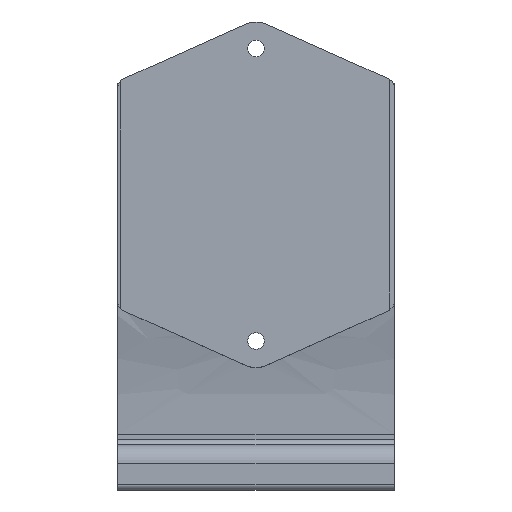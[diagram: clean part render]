
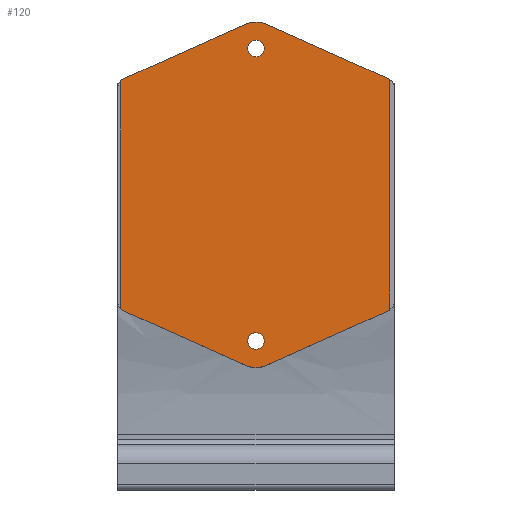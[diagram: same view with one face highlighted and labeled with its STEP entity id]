
A CAD part, top view. The second image highlights one B-rep face of the part: STEP entity #120.
In plain terms, the highlighted planar face has unit normal (0, 0, 1).
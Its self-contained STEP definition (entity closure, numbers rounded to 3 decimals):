
#40=FACE_BOUND('',#339,.T.);
#41=FACE_BOUND('',#340,.T.);
#120=ADVANCED_FACE('',(#221,#40,#41),#1892,.T.);
#221=FACE_OUTER_BOUND('',#338,.T.);
#338=EDGE_LOOP('',(#839,#840,#841,#842,#843,#844,#845,#846,#847,#848,#849,
#850));
#339=EDGE_LOOP('',(#851,#852));
#340=EDGE_LOOP('',(#853,#854));
#839=ORIENTED_EDGE('',*,*,#1191,.T.);
#840=ORIENTED_EDGE('',*,*,#969,.T.);
#841=ORIENTED_EDGE('',*,*,#972,.T.);
#842=ORIENTED_EDGE('',*,*,#975,.T.);
#843=ORIENTED_EDGE('',*,*,#977,.T.);
#844=ORIENTED_EDGE('',*,*,#1190,.T.);
#845=ORIENTED_EDGE('',*,*,#1187,.T.);
#846=ORIENTED_EDGE('',*,*,#982,.T.);
#847=ORIENTED_EDGE('',*,*,#985,.T.);
#848=ORIENTED_EDGE('',*,*,#988,.T.);
#849=ORIENTED_EDGE('',*,*,#1189,.T.);
#850=ORIENTED_EDGE('',*,*,#1188,.F.);
#851=ORIENTED_EDGE('',*,*,#1196,.T.);
#852=ORIENTED_EDGE('',*,*,#1247,.T.);
#853=ORIENTED_EDGE('',*,*,#1199,.T.);
#854=ORIENTED_EDGE('',*,*,#1250,.T.);
#969=EDGE_CURVE('',#1656,#1658,#1260,.T.);
#972=EDGE_CURVE('',#1658,#1660,#1464,.T.);
#975=EDGE_CURVE('',#1660,#1662,#1263,.T.);
#977=EDGE_CURVE('',#1662,#1802,#1466,.T.);
#982=EDGE_CURVE('',#1664,#1666,#1266,.T.);
#985=EDGE_CURVE('',#1666,#1668,#1469,.T.);
#988=EDGE_CURVE('',#1668,#1670,#1269,.T.);
#1187=EDGE_CURVE('',#1803,#1664,#1522,.T.);
#1188=EDGE_CURVE('',#1801,#1804,#1413,.T.);
#1189=EDGE_CURVE('',#1670,#1804,#1523,.T.);
#1190=EDGE_CURVE('',#1802,#1803,#1414,.T.);
#1191=EDGE_CURVE('',#1801,#1656,#1524,.T.);
#1196=EDGE_CURVE('',#1806,#1836,#1528,.T.);
#1199=EDGE_CURVE('',#1808,#1838,#1530,.T.);
#1247=EDGE_CURVE('',#1836,#1806,#1547,.T.);
#1250=EDGE_CURVE('',#1838,#1808,#1549,.T.);
#1260=B_SPLINE_CURVE_WITH_KNOTS('',1,(#2779,#2780),.UNSPECIFIED.,.F.,.F.,
(2,2),(0.,24.965),.UNSPECIFIED.);
#1263=B_SPLINE_CURVE_WITH_KNOTS('',1,(#2793,#2794),.UNSPECIFIED.,.F.,.F.,
(2,2),(0.,24.965),.UNSPECIFIED.);
#1266=B_SPLINE_CURVE_WITH_KNOTS('',1,(#2810,#2811),.UNSPECIFIED.,.F.,.F.,
(2,2),(0.,24.965),.UNSPECIFIED.);
#1269=B_SPLINE_CURVE_WITH_KNOTS('',1,(#2824,#2825),.UNSPECIFIED.,.F.,.F.,
(2,2),(0.,24.965),.UNSPECIFIED.);
#1413=B_SPLINE_CURVE_WITH_KNOTS('',1,(#3287,#3288),.UNSPECIFIED.,.F.,.F.,
(2,2),(150.072,192.928),.UNSPECIFIED.);
#1414=B_SPLINE_CURVE_WITH_KNOTS('',1,(#3292,#3293),.UNSPECIFIED.,.F.,.F.,
(2,2),(149.83,193.17),.UNSPECIFIED.);
#1464=TRIMMED_CURVE($,#1556,(#2787),(#2788),.T.,.CARTESIAN.);
#1466=TRIMMED_CURVE($,#1558,(#2799),(#2800),.T.,.CARTESIAN.);
#1469=TRIMMED_CURVE($,#1561,(#2818),(#2819),.T.,.CARTESIAN.);
#1522=TRIMMED_CURVE($,#1614,(#3285),(#3286),.T.,.CARTESIAN.);
#1523=TRIMMED_CURVE($,#1615,(#3290),(#3291),.T.,.CARTESIAN.);
#1524=TRIMMED_CURVE($,#1616,(#3295),(#3296),.T.,.CARTESIAN.);
#1528=TRIMMED_CURVE($,#1620,(#3309),(#3310),.T.,.CARTESIAN.);
#1530=TRIMMED_CURVE($,#1622,(#3317),(#3318),.T.,.CARTESIAN.);
#1547=TRIMMED_CURVE($,#1639,(#3529),(#3530),.T.,.CARTESIAN.);
#1549=TRIMMED_CURVE($,#1641,(#3537),(#3538),.T.,.CARTESIAN.);
#1556=CIRCLE('',#2064,5.);
#1558=CIRCLE('',#2066,2.);
#1561=CIRCLE('',#2069,5.);
#1614=CIRCLE('',#2122,2.);
#1615=CIRCLE('',#2123,2.);
#1616=CIRCLE('',#2124,2.);
#1620=CIRCLE('',#2128,1.55);
#1622=CIRCLE('',#2130,1.55);
#1639=CIRCLE('',#2147,1.55);
#1641=CIRCLE('',#2149,1.55);
#1656=VERTEX_POINT('',#2566);
#1658=VERTEX_POINT('',#2568);
#1660=VERTEX_POINT('',#2570);
#1662=VERTEX_POINT('',#2572);
#1664=VERTEX_POINT('',#2574);
#1666=VERTEX_POINT('',#2576);
#1668=VERTEX_POINT('',#2578);
#1670=VERTEX_POINT('',#2580);
#1801=VERTEX_POINT('',#2711);
#1802=VERTEX_POINT('',#2712);
#1803=VERTEX_POINT('',#2713);
#1804=VERTEX_POINT('',#2714);
#1806=VERTEX_POINT('',#2716);
#1808=VERTEX_POINT('',#2718);
#1836=VERTEX_POINT('',#2746);
#1838=VERTEX_POINT('',#2748);
#1892=PLANE('',#2055);
#2055=AXIS2_PLACEMENT_3D('',#2549,#2248,$);
#2064=AXIS2_PLACEMENT_3D($,#2786,#2262,#2263);
#2066=AXIS2_PLACEMENT_3D($,#2798,#2266,#2267);
#2069=AXIS2_PLACEMENT_3D($,#2817,#2272,#2273);
#2122=AXIS2_PLACEMENT_3D($,#3284,#2378,#2379);
#2123=AXIS2_PLACEMENT_3D($,#3289,#2380,#2381);
#2124=AXIS2_PLACEMENT_3D($,#3294,#2382,#2383);
#2128=AXIS2_PLACEMENT_3D($,#3308,#2390,#2391);
#2130=AXIS2_PLACEMENT_3D($,#3316,#2394,#2395);
#2147=AXIS2_PLACEMENT_3D($,#3528,#2428,#2429);
#2149=AXIS2_PLACEMENT_3D($,#3536,#2432,#2433);
#2248=DIRECTION('',(0.,0.,1.));
#2262=DIRECTION('',(0.,0.,1.));
#2263=DIRECTION('',(-0.41,-0.912,0.));
#2266=DIRECTION('',(0.,0.,1.));
#2267=DIRECTION('',(0.41,-0.912,0.));
#2272=DIRECTION('',(0.,0.,1.));
#2273=DIRECTION('',(0.41,0.912,0.));
#2378=DIRECTION('',(0.,0.,1.));
#2379=DIRECTION('',(0.55,0.835,0.));
#2380=DIRECTION('',(0.,0.,1.));
#2381=DIRECTION('',(-0.41,0.912,0.));
#2382=DIRECTION('',(0.,0.,1.));
#2383=DIRECTION('',(-0.7,-0.714,0.));
#2390=DIRECTION('',(0.,0.,-1.));
#2391=DIRECTION('',(0.,-1.,0.));
#2394=DIRECTION('',(0.,0.,-1.));
#2395=DIRECTION('',(0.,-1.,0.));
#2428=DIRECTION('',(0.,0.,-1.));
#2429=DIRECTION('',(0.,1.,0.));
#2432=DIRECTION('',(0.,0.,-1.));
#2433=DIRECTION('',(0.,1.,0.));
#2549=CARTESIAN_POINT('',(94.6,98.5,-130.));
#2566=CARTESIAN_POINT('',(95.18,38.176,-130.));
#2568=CARTESIAN_POINT('',(117.95,27.94,-130.));
#2570=CARTESIAN_POINT('',(122.05,27.94,-130.));
#2572=CARTESIAN_POINT('',(144.82,38.176,-130.));
#2574=CARTESIAN_POINT('',(144.82,81.824,-130.));
#2576=CARTESIAN_POINT('',(122.05,92.06,-130.));
#2578=CARTESIAN_POINT('',(117.95,92.06,-130.));
#2580=CARTESIAN_POINT('',(95.18,81.824,-130.));
#2711=CARTESIAN_POINT('',(94.6,38.572,-130.));
#2712=CARTESIAN_POINT('',(145.1,38.33,-130.));
#2713=CARTESIAN_POINT('',(145.1,81.67,-130.));
#2714=CARTESIAN_POINT('',(94.6,81.428,-130.));
#2716=CARTESIAN_POINT('',(120.,85.95,-130.));
#2718=CARTESIAN_POINT('',(120.,30.95,-130.));
#2746=CARTESIAN_POINT('',(120.,89.05,-130.));
#2748=CARTESIAN_POINT('',(120.,34.05,-130.));
#2779=CARTESIAN_POINT('',(95.18,38.176,-130.));
#2780=CARTESIAN_POINT('',(117.95,27.94,-130.));
#2786=CARTESIAN_POINT('',(120.,32.5,-130.));
#2787=CARTESIAN_POINT('',(117.95,27.94,-130.));
#2788=CARTESIAN_POINT('',(122.05,27.94,-130.));
#2793=CARTESIAN_POINT('',(122.05,27.94,-130.));
#2794=CARTESIAN_POINT('',(144.82,38.176,-130.));
#2798=CARTESIAN_POINT('',(144.,40.,-130.));
#2799=CARTESIAN_POINT('',(144.82,38.176,-130.));
#2800=CARTESIAN_POINT('',(145.1,38.33,-130.));
#2810=CARTESIAN_POINT('',(144.82,81.824,-130.));
#2811=CARTESIAN_POINT('',(122.05,92.06,-130.));
#2817=CARTESIAN_POINT('',(120.,87.5,-130.));
#2818=CARTESIAN_POINT('',(122.05,92.06,-130.));
#2819=CARTESIAN_POINT('',(117.95,92.06,-130.));
#2824=CARTESIAN_POINT('',(117.95,92.06,-130.));
#2825=CARTESIAN_POINT('',(95.18,81.824,-130.));
#3284=CARTESIAN_POINT('',(144.,80.,-130.));
#3285=CARTESIAN_POINT('',(145.1,81.67,-130.));
#3286=CARTESIAN_POINT('',(144.82,81.824,-130.));
#3287=CARTESIAN_POINT('',(94.6,38.572,-130.));
#3288=CARTESIAN_POINT('',(94.6,81.428,-130.));
#3289=CARTESIAN_POINT('',(96.,80.,-130.));
#3290=CARTESIAN_POINT('',(95.18,81.824,-130.));
#3291=CARTESIAN_POINT('',(94.6,81.428,-130.));
#3292=CARTESIAN_POINT('',(145.1,38.33,-130.));
#3293=CARTESIAN_POINT('',(145.1,81.67,-130.));
#3294=CARTESIAN_POINT('',(96.,40.,-130.));
#3295=CARTESIAN_POINT('',(94.6,38.572,-130.));
#3296=CARTESIAN_POINT('',(95.18,38.176,-130.));
#3308=CARTESIAN_POINT('',(120.,87.5,-130.));
#3309=CARTESIAN_POINT('',(120.,85.95,-130.));
#3310=CARTESIAN_POINT('',(120.,89.05,-130.));
#3316=CARTESIAN_POINT('',(120.,32.5,-130.));
#3317=CARTESIAN_POINT('',(120.,30.95,-130.));
#3318=CARTESIAN_POINT('',(120.,34.05,-130.));
#3528=CARTESIAN_POINT('',(120.,87.5,-130.));
#3529=CARTESIAN_POINT('',(120.,89.05,-130.));
#3530=CARTESIAN_POINT('',(120.,85.95,-130.));
#3536=CARTESIAN_POINT('',(120.,32.5,-130.));
#3537=CARTESIAN_POINT('',(120.,34.05,-130.));
#3538=CARTESIAN_POINT('',(120.,30.95,-130.));
